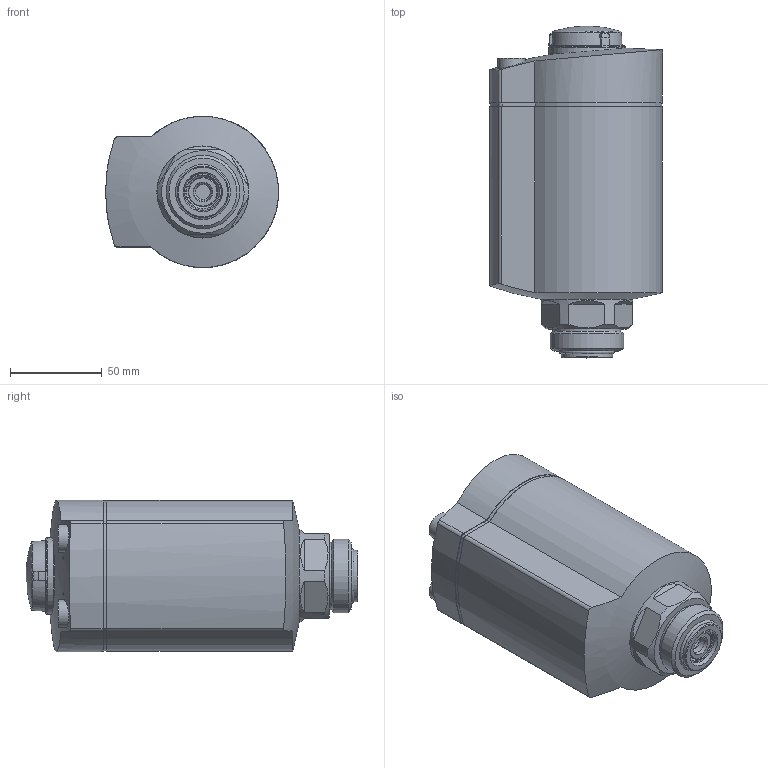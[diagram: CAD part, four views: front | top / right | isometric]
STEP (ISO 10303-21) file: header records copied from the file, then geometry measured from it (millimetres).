
FILE_DESCRIPTION(/* description */ ('STEP AP214'),/* implementation_level */ '2;1');
FILE_NAME(/* name */ '8083964_DFPK-75-20-PR-V4',/* time_stamp */ '2024-08-15T21:15:19+02:00',/* author */ ('License CC BY-ND 4.0'),/* organization */ ('CADENAS'),/* preprocessor_version */ 'ST-DEVELOPER v19.3',/* originating_system */ 'PARTsolutions',/* authorisation */ ' ');
FILE_SCHEMA (('AUTOMOTIVE_DESIGN {1 0 10303 214 3 1 1}'));
Length unit declared in the file: millimetre
Products named in the file (5): 8083964 DFPK-75-20-PR-V4---(0); 8083964 DFPK-75-20-PR-V4_housing---(0); 3539412 DFPK-75---(-_V4cap); 2284889 DFPK---(cover); 3465682 DFP_ec
Assembly tree (4 placements, depth 2):
  8083964 DFPK-75-20-PR-V4---(0)
    8083964 DFPK-75-20-PR-V4_housing---(0)
    3539412 DFPK-75---(-_V4cap)
    2284889 DFPK---(cover)
    3465682 DFP_ec
Bounding box: 94.34 x 181 x 82.57 mm (x, y, z)
Volume: 772228.4 mm3; surface area: 101996.8 mm2
Topology: 4 solids, 4 shells, 350 faces, 842 edges, 542 vertices
Faces by surface type: plane 137, cylinder 105, cone 60, torus 40, sphere 8
Full cylindrical faces by diameter (mm): 3 x2, 4 x2, 5.8 x2, 6 x2, 7 x2, 7.2 x2, 8.376 x1, 8.566 x2, 9.8 x1, 10 x2, 10.15 x2, 11 x1, 15 x2, 16 x3, 16.2 x1, 18.2 x1, 20 x1, 28 x1, 28.5 x1, 33.1 x1, 33.376 x1, 33.835 x1, 36 x1, 37 x2, 37.8 x1, 38 x1, 39.4 x2, 40 x1, 41.2 x1, 41.7 x1
Entity records: 10863 total; most frequent: CARTESIAN_POINT 2065, DIRECTION 1631, ORIENTED_EDGE 1358, AXIS2_PLACEMENT_3D 705, EDGE_CURVE 679, FACE_BOUND 526, EDGE_LOOP 523, VERTEX_POINT 507
